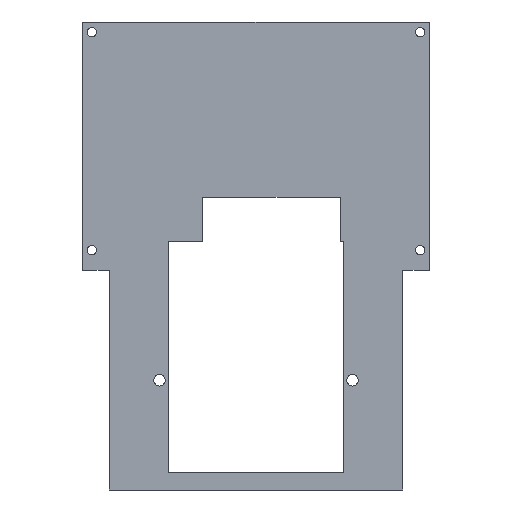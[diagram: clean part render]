
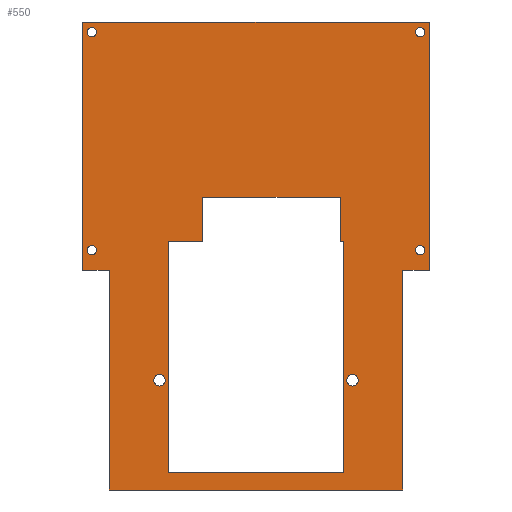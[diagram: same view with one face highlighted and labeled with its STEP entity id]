
A CAD part, front view. The second image highlights one B-rep face of the part: STEP entity #550.
In plain terms, the highlighted planar face has unit normal (0, -1, 0).
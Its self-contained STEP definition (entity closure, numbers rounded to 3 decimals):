
#1=CARTESIAN_POINT('',(-41.75,0.,0.));
#2=DIRECTION('',(0.,-1.,0.));
#3=DIRECTION('',(1.,0.,0.));
#4=AXIS2_PLACEMENT_3D('',#1,#2,#3);
#6=CARTESIAN_POINT('',(-41.75,0.,0.));
#7=DIRECTION('',(0.,-1.,0.));
#8=DIRECTION('',(-1.,0.,0.));
#9=AXIS2_PLACEMENT_3D('',#6,#7,#8);
#11=CARTESIAN_POINT('',(41.75,0.,0.));
#12=DIRECTION('',(0.,-1.,0.));
#13=DIRECTION('',(1.,0.,0.));
#14=AXIS2_PLACEMENT_3D('',#11,#12,#13);
#16=CARTESIAN_POINT('',(41.75,0.,0.));
#17=DIRECTION('',(0.,-1.,0.));
#18=DIRECTION('',(-1.,0.,0.));
#19=AXIS2_PLACEMENT_3D('',#16,#17,#18);
#21=CARTESIAN_POINT('',(-71.,0.,56.321));
#22=DIRECTION('',(0.,1.,0.));
#23=DIRECTION('',(1.,0.,0.));
#24=AXIS2_PLACEMENT_3D('',#21,#22,#23);
#26=CARTESIAN_POINT('',(-71.,0.,56.321));
#27=DIRECTION('',(0.,1.,0.));
#28=DIRECTION('',(-1.,0.,0.));
#29=AXIS2_PLACEMENT_3D('',#26,#27,#28);
#31=CARTESIAN_POINT('',(71.,0.,56.321));
#32=DIRECTION('',(0.,1.,0.));
#33=DIRECTION('',(1.,0.,0.));
#34=AXIS2_PLACEMENT_3D('',#31,#32,#33);
#36=CARTESIAN_POINT('',(71.,0.,56.321));
#37=DIRECTION('',(0.,1.,0.));
#38=DIRECTION('',(-1.,0.,0.));
#39=AXIS2_PLACEMENT_3D('',#36,#37,#38);
#41=CARTESIAN_POINT('',(-71.,0.,150.58));
#42=DIRECTION('',(0.,1.,0.));
#43=DIRECTION('',(1.,0.,0.));
#44=AXIS2_PLACEMENT_3D('',#41,#42,#43);
#46=CARTESIAN_POINT('',(-71.,0.,150.58));
#47=DIRECTION('',(0.,1.,0.));
#48=DIRECTION('',(-1.,0.,0.));
#49=AXIS2_PLACEMENT_3D('',#46,#47,#48);
#51=CARTESIAN_POINT('',(71.,0.,150.58));
#52=DIRECTION('',(0.,1.,0.));
#53=DIRECTION('',(1.,0.,0.));
#54=AXIS2_PLACEMENT_3D('',#51,#52,#53);
#56=CARTESIAN_POINT('',(71.,0.,150.58));
#57=DIRECTION('',(0.,1.,0.));
#58=DIRECTION('',(-1.,0.,0.));
#59=AXIS2_PLACEMENT_3D('',#56,#57,#58);
#61=DIRECTION('',(0.,0.,1.));
#62=VECTOR('',#61,95.);
#63=CARTESIAN_POINT('',(-63.5,0.,-47.5));
#64=LINE('',#63,#62);
#65=DIRECTION('',(-1.,0.,0.));
#66=VECTOR('',#65,11.5);
#67=CARTESIAN_POINT('',(-63.5,0.,47.5));
#68=LINE('',#67,#66);
#69=DIRECTION('',(0.,0.,1.));
#70=VECTOR('',#69,107.5);
#71=CARTESIAN_POINT('',(-75.,0.,47.5));
#72=LINE('',#71,#70);
#73=DIRECTION('',(1.,0.,0.));
#74=VECTOR('',#73,150.);
#75=CARTESIAN_POINT('',(-75.,0.,155.));
#76=LINE('',#75,#74);
#77=DIRECTION('',(0.,0.,-1.));
#78=VECTOR('',#77,107.5);
#79=CARTESIAN_POINT('',(75.,0.,155.));
#80=LINE('',#79,#78);
#81=DIRECTION('',(-1.,0.,0.));
#82=VECTOR('',#81,11.5);
#83=CARTESIAN_POINT('',(75.,0.,47.5));
#84=LINE('',#83,#82);
#85=DIRECTION('',(0.,0.,-1.));
#86=VECTOR('',#85,95.);
#87=CARTESIAN_POINT('',(63.5,0.,47.5));
#88=LINE('',#87,#86);
#89=DIRECTION('',(0.,0.,-1.));
#90=VECTOR('',#89,100.);
#91=CARTESIAN_POINT('',(38.,0.,60.));
#92=LINE('',#91,#90);
#93=DIRECTION('',(1.,0.,0.));
#94=VECTOR('',#93,1.5);
#95=CARTESIAN_POINT('',(36.5,0.,60.));
#96=LINE('',#95,#94);
#97=DIRECTION('',(0.,0.,1.));
#98=VECTOR('',#97,19.11);
#99=CARTESIAN_POINT('',(-23.111,0.,60.));
#100=LINE('',#99,#98);
#101=DIRECTION('',(0.,0.,1.));
#102=VECTOR('',#101,100.);
#103=CARTESIAN_POINT('',(-38.,0.,-40.));
#104=LINE('',#103,#102);
#209=DIRECTION('',(1.,0.,0.));
#210=VECTOR('',#209,127.);
#211=CARTESIAN_POINT('',(-63.5,0.,-47.5));
#212=LINE('',#211,#210);
#305=DIRECTION('',(-1.,0.,0.));
#306=VECTOR('',#305,76.);
#307=CARTESIAN_POINT('',(38.,0.,-40.));
#308=LINE('',#307,#306);
#325=DIRECTION('',(0.,0.,-1.));
#326=VECTOR('',#325,19.11);
#327=CARTESIAN_POINT('',(36.5,0.,79.11));
#328=LINE('',#327,#326);
#337=DIRECTION('',(1.,0.,0.));
#338=VECTOR('',#337,59.611);
#339=CARTESIAN_POINT('',(-23.111,0.,79.11));
#340=LINE('',#339,#338);
#349=DIRECTION('',(1.,0.,0.));
#350=VECTOR('',#349,14.889);
#351=CARTESIAN_POINT('',(-38.,0.,60.));
#352=LINE('',#351,#350);
#361=CARTESIAN_POINT('',(-39.25,0.,0.));
#362=CARTESIAN_POINT('',(-44.25,0.,0.));
#363=VERTEX_POINT('',#361);
#364=VERTEX_POINT('',#362);
#365=CARTESIAN_POINT('',(44.25,0.,0.));
#366=CARTESIAN_POINT('',(39.25,0.,0.));
#367=VERTEX_POINT('',#365);
#368=VERTEX_POINT('',#366);
#369=CARTESIAN_POINT('',(-75.,0.,47.5));
#370=CARTESIAN_POINT('',(-75.,0.,155.));
#371=VERTEX_POINT('',#369);
#372=VERTEX_POINT('',#370);
#373=CARTESIAN_POINT('',(-63.5,0.,47.5));
#374=VERTEX_POINT('',#373);
#375=CARTESIAN_POINT('',(75.,0.,155.));
#376=CARTESIAN_POINT('',(75.,0.,47.5));
#377=VERTEX_POINT('',#375);
#378=VERTEX_POINT('',#376);
#379=CARTESIAN_POINT('',(63.5,0.,47.5));
#380=VERTEX_POINT('',#379);
#381=CARTESIAN_POINT('',(-69.,0.,150.58));
#382=CARTESIAN_POINT('',(-73.,0.,150.58));
#383=VERTEX_POINT('',#381);
#384=VERTEX_POINT('',#382);
#385=CARTESIAN_POINT('',(-69.,0.,56.321));
#386=CARTESIAN_POINT('',(-73.,0.,56.321));
#387=VERTEX_POINT('',#385);
#388=VERTEX_POINT('',#386);
#389=CARTESIAN_POINT('',(73.,0.,56.321));
#390=CARTESIAN_POINT('',(69.,0.,56.321));
#391=VERTEX_POINT('',#389);
#392=VERTEX_POINT('',#390);
#393=CARTESIAN_POINT('',(73.,0.,150.58));
#394=CARTESIAN_POINT('',(69.,0.,150.58));
#395=VERTEX_POINT('',#393);
#396=VERTEX_POINT('',#394);
#397=CARTESIAN_POINT('',(-23.111,0.,60.));
#398=CARTESIAN_POINT('',(-23.111,0.,79.11));
#399=VERTEX_POINT('',#397);
#400=VERTEX_POINT('',#398);
#401=CARTESIAN_POINT('',(36.5,0.,79.11));
#402=VERTEX_POINT('',#401);
#403=CARTESIAN_POINT('',(63.5,0.,-47.5));
#404=VERTEX_POINT('',#403);
#405=CARTESIAN_POINT('',(-63.5,0.,-47.5));
#406=VERTEX_POINT('',#405);
#453=CARTESIAN_POINT('',(-38.,0.,-40.));
#454=CARTESIAN_POINT('',(-38.,0.,60.));
#455=VERTEX_POINT('',#453);
#456=VERTEX_POINT('',#454);
#457=CARTESIAN_POINT('',(36.5,0.,60.));
#458=CARTESIAN_POINT('',(38.,0.,60.));
#459=VERTEX_POINT('',#457);
#460=VERTEX_POINT('',#458);
#461=CARTESIAN_POINT('',(38.,0.,-40.));
#462=VERTEX_POINT('',#461);
#473=CARTESIAN_POINT('',(0.,0.,0.));
#474=DIRECTION('',(0.,1.,0.));
#475=DIRECTION('',(1.,0.,0.));
#476=AXIS2_PLACEMENT_3D('',#473,#474,#475);
#477=PLANE('',#476);
#479=ORIENTED_EDGE('',*,*,#478,.F.);
#481=ORIENTED_EDGE('',*,*,#480,.T.);
#483=ORIENTED_EDGE('',*,*,#482,.T.);
#485=ORIENTED_EDGE('',*,*,#484,.T.);
#487=ORIENTED_EDGE('',*,*,#486,.T.);
#489=ORIENTED_EDGE('',*,*,#488,.T.);
#491=ORIENTED_EDGE('',*,*,#490,.T.);
#493=ORIENTED_EDGE('',*,*,#492,.T.);
#494=EDGE_LOOP('',(#479,#481,#483,#485,#487,#489,#491,#493));
#495=FACE_OUTER_BOUND('',#494,.F.);
#497=ORIENTED_EDGE('',*,*,#496,.T.);
#499=ORIENTED_EDGE('',*,*,#498,.T.);
#500=EDGE_LOOP('',(#497,#499));
#501=FACE_BOUND('',#500,.F.);
#503=ORIENTED_EDGE('',*,*,#502,.F.);
#505=ORIENTED_EDGE('',*,*,#504,.F.);
#506=EDGE_LOOP('',(#503,#505));
#507=FACE_BOUND('',#506,.F.);
#509=ORIENTED_EDGE('',*,*,#508,.F.);
#511=ORIENTED_EDGE('',*,*,#510,.F.);
#512=EDGE_LOOP('',(#509,#511));
#513=FACE_BOUND('',#512,.F.);
#515=ORIENTED_EDGE('',*,*,#514,.F.);
#517=ORIENTED_EDGE('',*,*,#516,.F.);
#518=EDGE_LOOP('',(#515,#517));
#519=FACE_BOUND('',#518,.F.);
#521=ORIENTED_EDGE('',*,*,#520,.F.);
#523=ORIENTED_EDGE('',*,*,#522,.F.);
#524=EDGE_LOOP('',(#521,#523));
#525=FACE_BOUND('',#524,.F.);
#527=ORIENTED_EDGE('',*,*,#526,.T.);
#529=ORIENTED_EDGE('',*,*,#528,.T.);
#530=EDGE_LOOP('',(#527,#529));
#531=FACE_BOUND('',#530,.F.);
#533=ORIENTED_EDGE('',*,*,#532,.F.);
#535=ORIENTED_EDGE('',*,*,#534,.F.);
#537=ORIENTED_EDGE('',*,*,#536,.F.);
#539=ORIENTED_EDGE('',*,*,#538,.F.);
#541=ORIENTED_EDGE('',*,*,#540,.F.);
#543=ORIENTED_EDGE('',*,*,#542,.F.);
#545=ORIENTED_EDGE('',*,*,#544,.F.);
#547=ORIENTED_EDGE('',*,*,#546,.F.);
#548=EDGE_LOOP('',(#533,#535,#537,#539,#541,#543,#545,#547));
#549=FACE_BOUND('',#548,.F.);
#550=ADVANCED_FACE('',(#495,#501,#507,#513,#519,#525,#531,#549),#477,.F.);
#5=CIRCLE('',#4,2.5);
#10=CIRCLE('',#9,2.5);
#15=CIRCLE('',#14,2.5);
#20=CIRCLE('',#19,2.5);
#25=CIRCLE('',#24,2.);
#30=CIRCLE('',#29,2.);
#35=CIRCLE('',#34,2.);
#40=CIRCLE('',#39,2.);
#45=CIRCLE('',#44,2.);
#50=CIRCLE('',#49,2.);
#55=CIRCLE('',#54,2.);
#60=CIRCLE('',#59,2.);
#478=EDGE_CURVE('',#406,#404,#212,.T.);
#480=EDGE_CURVE('',#406,#374,#64,.T.);
#482=EDGE_CURVE('',#374,#371,#68,.T.);
#484=EDGE_CURVE('',#371,#372,#72,.T.);
#486=EDGE_CURVE('',#372,#377,#76,.T.);
#488=EDGE_CURVE('',#377,#378,#80,.T.);
#490=EDGE_CURVE('',#378,#380,#84,.T.);
#492=EDGE_CURVE('',#380,#404,#88,.T.);
#496=EDGE_CURVE('',#367,#368,#15,.T.);
#498=EDGE_CURVE('',#368,#367,#20,.T.);
#502=EDGE_CURVE('',#387,#388,#25,.T.);
#504=EDGE_CURVE('',#388,#387,#30,.T.);
#508=EDGE_CURVE('',#391,#392,#35,.T.);
#510=EDGE_CURVE('',#392,#391,#40,.T.);
#514=EDGE_CURVE('',#383,#384,#45,.T.);
#516=EDGE_CURVE('',#384,#383,#50,.T.);
#520=EDGE_CURVE('',#395,#396,#55,.T.);
#522=EDGE_CURVE('',#396,#395,#60,.T.);
#526=EDGE_CURVE('',#363,#364,#5,.T.);
#528=EDGE_CURVE('',#364,#363,#10,.T.);
#532=EDGE_CURVE('',#462,#455,#308,.T.);
#534=EDGE_CURVE('',#460,#462,#92,.T.);
#536=EDGE_CURVE('',#459,#460,#96,.T.);
#538=EDGE_CURVE('',#402,#459,#328,.T.);
#540=EDGE_CURVE('',#400,#402,#340,.T.);
#542=EDGE_CURVE('',#399,#400,#100,.T.);
#544=EDGE_CURVE('',#456,#399,#352,.T.);
#546=EDGE_CURVE('',#455,#456,#104,.T.);
